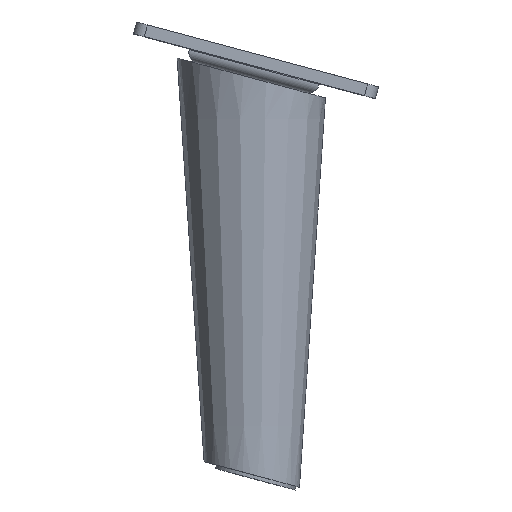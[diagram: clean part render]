
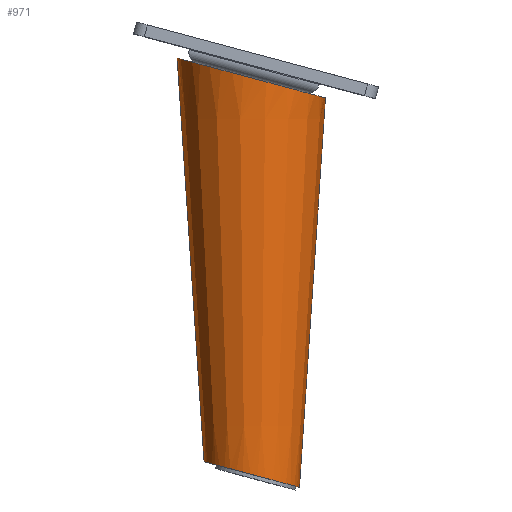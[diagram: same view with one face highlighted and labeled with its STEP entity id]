
A CAD part, top view. The second image highlights one B-rep face of the part: STEP entity #971.
In plain terms, the highlighted conical face has half-angle 3.814 degrees and reference radius 12.5 mm.
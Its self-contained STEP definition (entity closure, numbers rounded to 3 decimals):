
#10 = VERTEX_POINT ( 'NONE', #212 ) ;
#63 = EDGE_CURVE ( 'NONE', #10, #1738, #1375, .T. ) ;
#65 = DIRECTION ( 'NONE',  ( -0.067, 0.998, 0. ) ) ;
#182 = CARTESIAN_POINT ( 'NONE',  ( 19.489, 104.835, 39.681 ) ) ;
#212 = CARTESIAN_POINT ( 'NONE',  ( -20.198, 115.469, 0. ) ) ;
#420 = CARTESIAN_POINT ( 'NONE',  ( 12.539, 0.581, 0. ) ) ;
#486 = CONICAL_SURFACE ( 'NONE', #1531, 12.5, 0.067 ) ;
#517 = DIRECTION ( 'NONE',  ( 0., 1., 0. ) ) ;
#575 = CARTESIAN_POINT ( 'NONE',  ( 12.539, 0.581, 0. ) ) ;
#582 = DIRECTION ( 'NONE',  ( 0.067, 0.998, 0. ) ) ;
#604 = ORIENTED_EDGE ( 'NONE', *, *, #1414, .T. ) ;
#741 = CARTESIAN_POINT ( 'NONE',  ( 12.5, 0., 0. ) ) ;
#808 = VERTEX_POINT ( 'NONE', #1211 ) ;
#815 =( BOUNDED_CURVE ( )  B_SPLINE_CURVE ( 3, ( #420, #1097, #2104, #1937 ),
 .UNSPECIFIED., .F., .F. ) 
 B_SPLINE_CURVE_WITH_KNOTS ( ( 4, 4 ),
 ( 3.142, 6.283 ),
 .UNSPECIFIED. ) 
 CURVE ( )  GEOMETRIC_REPRESENTATION_ITEM ( )  RATIONAL_B_SPLINE_CURVE ( ( 1., 0.333, 0.333, 1. ) ) 
 REPRESENTATION_ITEM ( '' )  );
#886 = CARTESIAN_POINT ( 'NONE',  ( 19.489, 104.835, 0. ) ) ;
#971 = ADVANCED_FACE ( 'NONE', ( #1341 ), #486, .T. ) ;
#1002 = VECTOR ( 'NONE', #582, 1000. ) ;
#1067 = CARTESIAN_POINT ( 'NONE',  ( -20.198, 115.469, 39.681 ) ) ;
#1097 = CARTESIAN_POINT ( 'NONE',  ( 12.539, 0.581, 25.53 ) ) ;
#1122 = EDGE_CURVE ( 'NONE', #1351, #808, #815, .T. ) ;
#1165 = ORIENTED_EDGE ( 'NONE', *, *, #1122, .F. ) ;
#1210 = DIRECTION ( 'NONE',  ( -1., 0., 0. ) ) ;
#1211 = CARTESIAN_POINT ( 'NONE',  ( -12.995, 7.423, 0. ) ) ;
#1322 = EDGE_LOOP ( 'NONE', ( #1165, #604, #1728, #1868 ) ) ;
#1341 = FACE_OUTER_BOUND ( 'NONE', #1322, .T. ) ;
#1351 = VERTEX_POINT ( 'NONE', #575 ) ;
#1364 = CARTESIAN_POINT ( 'NONE',  ( 0., 0., 0. ) ) ;
#1375 =( BOUNDED_CURVE ( )  B_SPLINE_CURVE ( 3, ( #1700, #1067, #182, #886 ),
 .UNSPECIFIED., .F., .F. ) 
 B_SPLINE_CURVE_WITH_KNOTS ( ( 4, 4 ),
 ( 0., 3.142 ),
 .UNSPECIFIED. ) 
 CURVE ( )  GEOMETRIC_REPRESENTATION_ITEM ( )  RATIONAL_B_SPLINE_CURVE ( ( 1., 0.333, 0.333, 1. ) ) 
 REPRESENTATION_ITEM ( '' )  );
#1414 = EDGE_CURVE ( 'NONE', #1351, #1738, #1761, .T. ) ;
#1531 = AXIS2_PLACEMENT_3D ( 'NONE', #1364, #517, #1210 ) ;
#1571 = CARTESIAN_POINT ( 'NONE',  ( 19.489, 104.835, 0. ) ) ;
#1700 = CARTESIAN_POINT ( 'NONE',  ( -20.198, 115.469, 0. ) ) ;
#1728 = ORIENTED_EDGE ( 'NONE', *, *, #63, .F. ) ;
#1738 = VERTEX_POINT ( 'NONE', #1571 ) ;
#1761 = LINE ( 'NONE', #741, #1002 ) ;
#1868 = ORIENTED_EDGE ( 'NONE', *, *, #2010, .F. ) ;
#1916 = CARTESIAN_POINT ( 'NONE',  ( -12.5, 0., 0. ) ) ;
#1925 = LINE ( 'NONE', #1916, #2168 ) ;
#1937 = CARTESIAN_POINT ( 'NONE',  ( -12.995, 7.423, 0. ) ) ;
#2010 = EDGE_CURVE ( 'NONE', #808, #10, #1925, .T. ) ;
#2104 = CARTESIAN_POINT ( 'NONE',  ( -12.995, 7.423, 25.53 ) ) ;
#2168 = VECTOR ( 'NONE', #65, 1000. ) ;
